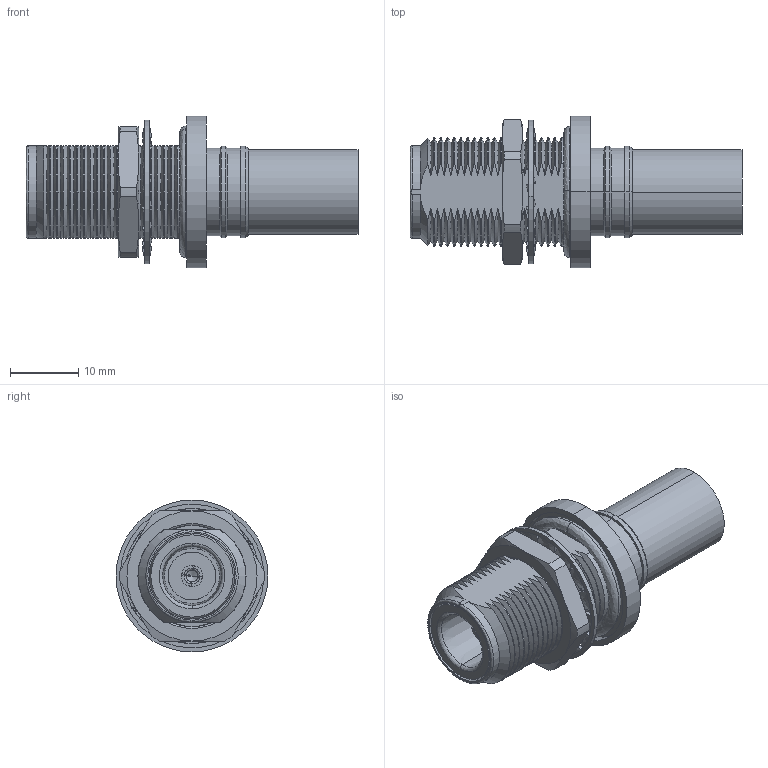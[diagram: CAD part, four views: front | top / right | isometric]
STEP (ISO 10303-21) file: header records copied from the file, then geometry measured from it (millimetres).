
FILE_DESCRIPTION (( 'STEP AP203' ), '1' );
FILE_NAME ('3190-6328(EZ-400-NF-BH-X).STEP', '2020-09-14T02:32:48', ( '' ), ( '' ), 'SwSTEP 2.0', 'SolidWorks 2017', '' );
FILE_SCHEMA (( 'CONFIG_CONTROL_DESIGN' ));
Length unit declared in the file: millimetre
Products named in the file (1): 3190-6328(EZ-400-NF-BH-X)
Bounding box: 48.5 x 22.2 x 22.2 mm (x, y, z)
Volume: 6568.5 mm3; surface area: 6484.2 mm2
Topology: 2 solids, 2 shells, 407 faces, 1162 edges, 756 vertices
Faces by surface type: cone 156, cylinder 126, plane 76, bspline 49
Entity records: 14430 total; most frequent: CARTESIAN_POINT 4157, ORIENTED_EDGE 2320, DIRECTION 1960, EDGE_CURVE 1160, AXIS2_PLACEMENT_3D 763, VERTEX_POINT 756, LINE 434, VECTOR 434
